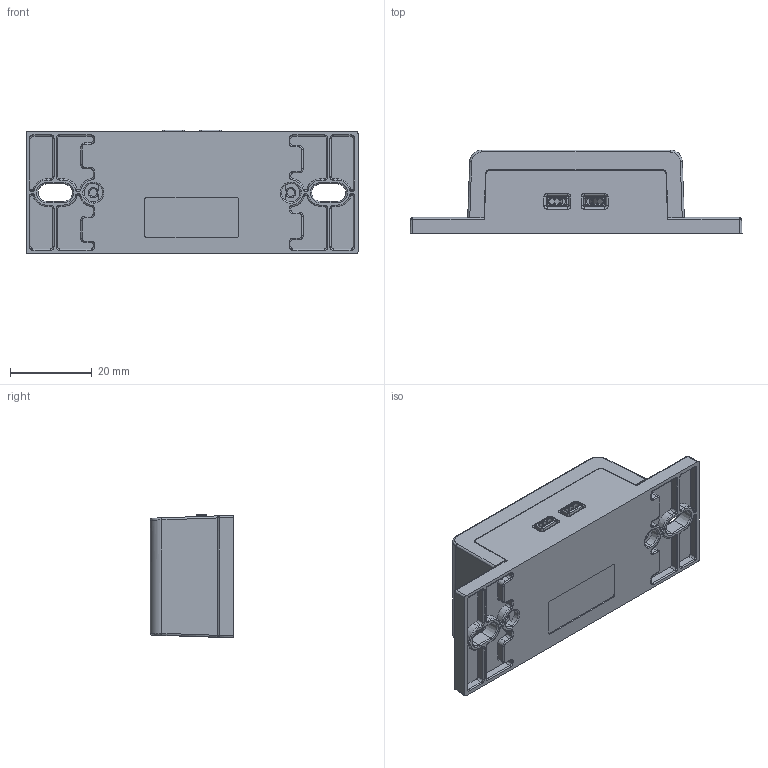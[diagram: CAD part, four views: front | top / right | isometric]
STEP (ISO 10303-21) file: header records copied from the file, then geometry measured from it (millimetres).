
FILE_DESCRIPTION (( 'STEP AP203' ), '1' );
FILE_NAME ('ULTRASONIC-RANGE-FINDER.STEP', '2007-08-26T00:46:51', ( 'Innovation First, Inc.' ), ( 'Innovation First, Inc.' ), 'SwSTEP 2.0', 'SolidWorks 2006052', '' );
FILE_SCHEMA (( 'CONFIG_CONTROL_DESIGN' ));
Length unit declared in the file: inch
Products named in the file (5): ULTRASONIC-BOT; ULTRASONIC-TOP; ULTRASONIC-WIRE-SLEEVE; ULTRASONIC-RANGE-FINDER; ULTRASONIC-PCB
Assembly tree (5 placements, depth 2):
  ULTRASONIC-RANGE-FINDER
    ULTRASONIC-BOT
    ULTRASONIC-WIRE-SLEEVE  x2
    ULTRASONIC-PCB
    ULTRASONIC-TOP
Bounding box: 81.25 x 20.5 x 30.3 mm (x, y, z)
Volume: 17970.1 mm3; surface area: 18666.9 mm2
Topology: 5 solids, 5 shells, 776 faces, 1998 edges, 1186 vertices
Faces by surface type: plane 276, cylinder 230, bspline 180, cone 90
Entity records: 26462 total; most frequent: CARTESIAN_POINT 9494, ORIENTED_EDGE 3614, DIRECTION 3247, EDGE_CURVE 1807, AXIS2_PLACEMENT_3D 1144, VERTEX_POINT 1108, VECTOR 959, LINE 959
